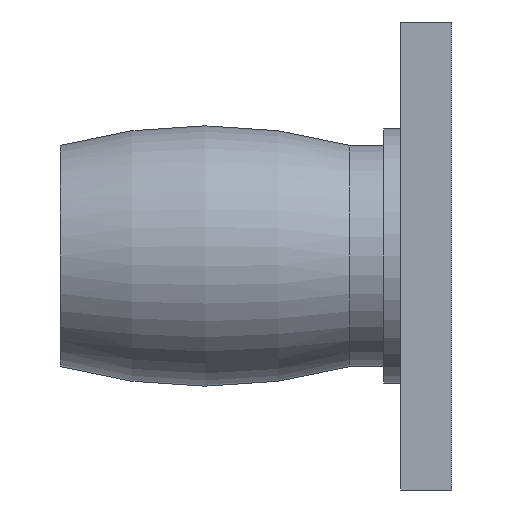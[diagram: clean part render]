
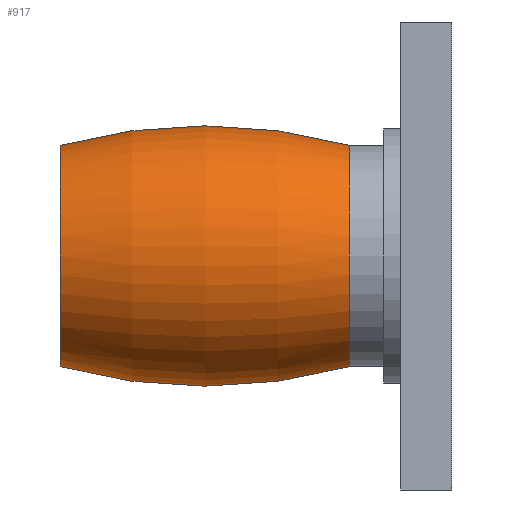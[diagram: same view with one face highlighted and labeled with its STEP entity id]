
A CAD part, left-side view. The second image highlights one B-rep face of the part: STEP entity #917.
In plain terms, the highlighted toroidal (fillet/blend) face has major radius 24.338 mm and minor radius 31.988 mm.
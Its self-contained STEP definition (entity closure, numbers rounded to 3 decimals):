
#56 = AXIS2_PLACEMENT_3D ( 'NONE', #83, #790, #1007 ) ;
#59 = AXIS2_PLACEMENT_3D ( 'NONE', #309, #614, #109 ) ;
#83 = CARTESIAN_POINT ( 'NONE',  ( 0., 20., 0. ) ) ;
#109 = DIRECTION ( 'NONE',  ( 0., 0., -1. ) ) ;
#127 = EDGE_CURVE ( 'NONE', #503, #908, #732, .T. ) ;
#145 = DIRECTION ( 'NONE',  ( 0., 0., 1. ) ) ;
#155 = ORIENTED_EDGE ( 'NONE', *, *, #1342, .F. ) ;
#168 = DIRECTION ( 'NONE',  ( 0., 0., 1. ) ) ;
#169 = CIRCLE ( 'NONE', #398, 6.5 ) ;
#309 = CARTESIAN_POINT ( 'NONE',  ( 0., 11.5, 24.338 ) ) ;
#356 = EDGE_LOOP ( 'NONE', ( #488, #718, #800, #155 ) ) ;
#380 = CARTESIAN_POINT ( 'NONE',  ( 0., 20., -6.5 ) ) ;
#398 = AXIS2_PLACEMENT_3D ( 'NONE', #1286, #657, #145 ) ;
#470 = DIRECTION ( 'NONE',  ( -1., 0., 0. ) ) ;
#488 = ORIENTED_EDGE ( 'NONE', *, *, #127, .F. ) ;
#503 = VERTEX_POINT ( 'NONE', #1062 ) ;
#543 = CARTESIAN_POINT ( 'NONE',  ( 0., 3., 6.5 ) ) ;
#566 = VERTEX_POINT ( 'NONE', #1067 ) ;
#614 = DIRECTION ( 'NONE',  ( 1., 0., 0. ) ) ;
#657 = DIRECTION ( 'NONE',  ( 0., 1., 0. ) ) ;
#689 = DIRECTION ( 'NONE',  ( 0., 1., 0. ) ) ;
#718 = ORIENTED_EDGE ( 'NONE', *, *, #786, .T. ) ;
#732 = CIRCLE ( 'NONE', #59, 31.988 ) ;
#786 = EDGE_CURVE ( 'NONE', #503, #1255, #169, .T. ) ;
#789 = CARTESIAN_POINT ( 'NONE',  ( 0., 11.5, 0. ) ) ;
#790 = DIRECTION ( 'NONE',  ( 0., 1., 0. ) ) ;
#796 = CARTESIAN_POINT ( 'NONE',  ( 0., 11.5, -24.338 ) ) ;
#800 = ORIENTED_EDGE ( 'NONE', *, *, #829, .T. ) ;
#829 = EDGE_CURVE ( 'NONE', #1255, #566, #1239, .T. ) ;
#905 = FACE_OUTER_BOUND ( 'NONE', #356, .T. ) ;
#908 = VERTEX_POINT ( 'NONE', #380 ) ;
#917 = ADVANCED_FACE ( 'NONE', ( #905 ), #1133, .T. ) ;
#962 = CIRCLE ( 'NONE', #56, 6.5 ) ;
#995 = DIRECTION ( 'NONE',  ( 0., 0., 1. ) ) ;
#1007 = DIRECTION ( 'NONE',  ( 0., 0., 1. ) ) ;
#1062 = CARTESIAN_POINT ( 'NONE',  ( 0., 3., -6.5 ) ) ;
#1067 = CARTESIAN_POINT ( 'NONE',  ( 0., 20., 6.5 ) ) ;
#1072 = AXIS2_PLACEMENT_3D ( 'NONE', #796, #470, #168 ) ;
#1113 = AXIS2_PLACEMENT_3D ( 'NONE', #789, #689, #995 ) ;
#1133 = TOROIDAL_SURFACE ( 'NONE', #1113, -24.338, 31.988 ) ;
#1239 = CIRCLE ( 'NONE', #1072, 31.988 ) ;
#1255 = VERTEX_POINT ( 'NONE', #543 ) ;
#1286 = CARTESIAN_POINT ( 'NONE',  ( 0., 3., 0. ) ) ;
#1342 = EDGE_CURVE ( 'NONE', #908, #566, #962, .T. ) ;
